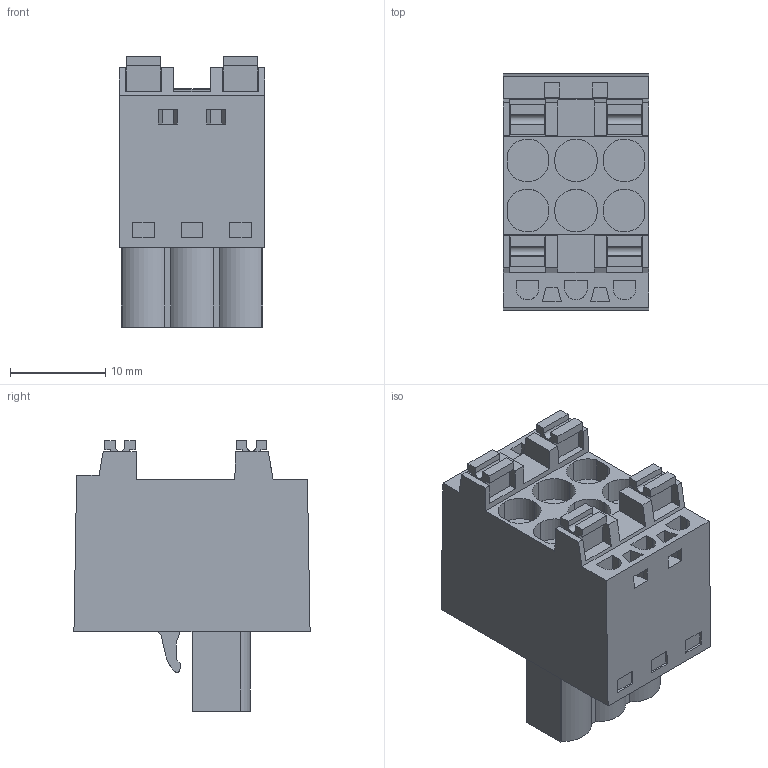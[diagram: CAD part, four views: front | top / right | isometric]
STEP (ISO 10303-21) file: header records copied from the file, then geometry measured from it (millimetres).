
FILE_DESCRIPTION(('CATIA V5 STEP Exchange','CAx-IF Rec.Pracs.--- Model Styling and Organization---1.4--- 2014-01-23'),'2;1');
FILE_NAME ('1265838-1_0_2759190000_2759190000.stp','2021-05-17T05:56:46+00:00',('none'),('Weidmueller'),'CATIA Version 5-6 Release 2016 SP3 HF44','CATIA V5 STEP AP214','none');
FILE_SCHEMA(('AUTOMOTIVE_DESIGN { 1 0 10303 214 1 1 1 1 }'));
Length unit declared in the file: millimetre
Products named in the file (1): 2759190000
Bounding box: 15.24 x 24.75 x 28.33 mm (x, y, z)
Volume: 6402.5 mm3; surface area: 3440.8 mm2
Topology: 5 solids, 5 shells, 311 faces, 842 edges, 566 vertices
Faces by surface type: plane 263, cylinder 40, extrusion 8
Entity records: 9845 total; most frequent: CARTESIAN_POINT 1927, ORIENTED_EDGE 1684, DIRECTION 1309, EDGE_CURVE 842, VECTOR 754, LINE 746, VERTEX_POINT 566, EDGE_LOOP 344
